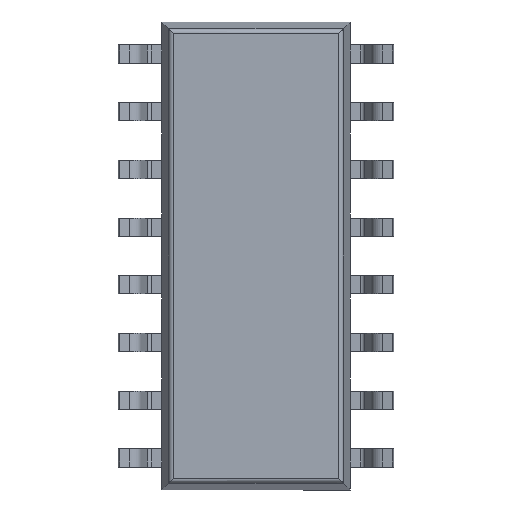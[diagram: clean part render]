
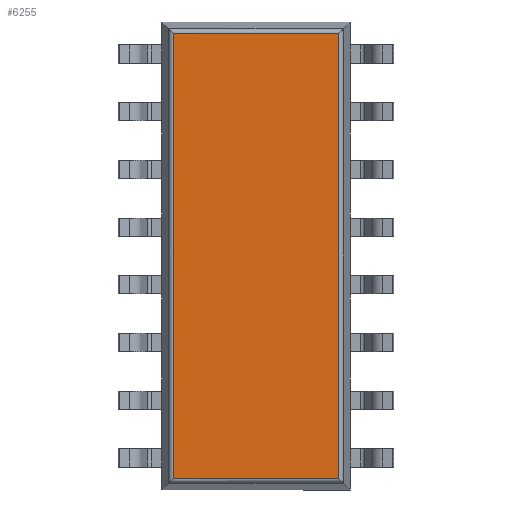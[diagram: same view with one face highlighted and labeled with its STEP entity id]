
A CAD part, front view. The second image highlights one B-rep face of the part: STEP entity #6255.
In plain terms, the highlighted planar face has unit normal (0, -1, 0).
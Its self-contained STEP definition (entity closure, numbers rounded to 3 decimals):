
#621 = CARTESIAN_POINT ( 'NONE',  ( -1.824, 0.15, -4.899 ) ) ;
#632 = CARTESIAN_POINT ( 'NONE',  ( 1.824, 0.15, 4.899 ) ) ;
#646 = CARTESIAN_POINT ( 'NONE',  ( -1.824, 0.15, 4.899 ) ) ;
#1047 = EDGE_LOOP ( 'NONE', ( #6819, #6817, #6818, #6816 ) ) ;
#1283 = VERTEX_POINT ( 'NONE', #621 ) ;
#1294 = VERTEX_POINT ( 'NONE', #632 ) ;
#1308 = VERTEX_POINT ( 'NONE', #646 ) ;
#1327 = VERTEX_POINT ( 'NONE', #9511 ) ;
#1626 = FACE_OUTER_BOUND ( 'NONE', #1047, .T. ) ;
#3724 = LINE ( 'NONE', #4344, #8156 ) ;
#3725 = LINE ( 'NONE', #4346, #8157 ) ;
#3726 = LINE ( 'NONE', #4348, #8158 ) ;
#3727 = LINE ( 'NONE', #4350, #8159 ) ;
#4085 = PLANE ( 'NONE',  #7916 ) ;
#4086 = CARTESIAN_POINT ( 'NONE',  ( -2.075, 0.15, -5.15 ) ) ;
#4088 = DIRECTION ( 'NONE',  ( 0., -1., 0. ) ) ;
#4090 = DIRECTION ( 'NONE',  ( 0., 0., -1. ) ) ;
#4344 = CARTESIAN_POINT ( 'NONE',  ( -2.075, 0.15, -4.899 ) ) ;
#4345 = DIRECTION ( 'NONE',  ( 1., 0., 0. ) ) ;
#4346 = CARTESIAN_POINT ( 'NONE',  ( -1.824, 0.15, -5.15 ) ) ;
#4347 = DIRECTION ( 'NONE',  ( 0., 0., -1. ) ) ;
#4348 = CARTESIAN_POINT ( 'NONE',  ( 1.824, 0.15, -5.15 ) ) ;
#4349 = DIRECTION ( 'NONE',  ( 0., 0., 1. ) ) ;
#4350 = CARTESIAN_POINT ( 'NONE',  ( -2.075, 0.15, 4.899 ) ) ;
#4351 = DIRECTION ( 'NONE',  ( -1., 0., 0. ) ) ;
#6038 = EDGE_CURVE ( 'NONE', #1283, #1327, #3724, .T. ) ;
#6039 = EDGE_CURVE ( 'NONE', #1308, #1283, #3725, .T. ) ;
#6040 = EDGE_CURVE ( 'NONE', #1327, #1294, #3726, .T. ) ;
#6041 = EDGE_CURVE ( 'NONE', #1294, #1308, #3727, .T. ) ;
#6255 = ADVANCED_FACE ( 'NONE', ( #1626 ), #4085, .T. ) ;
#6816 = ORIENTED_EDGE ( 'NONE', *, *, #6041, .T. ) ;
#6817 = ORIENTED_EDGE ( 'NONE', *, *, #6038, .T. ) ;
#6818 = ORIENTED_EDGE ( 'NONE', *, *, #6040, .T. ) ;
#6819 = ORIENTED_EDGE ( 'NONE', *, *, #6039, .T. ) ;
#7916 = AXIS2_PLACEMENT_3D ( 'NONE', #4086, #4088, #4090 ) ;
#8156 = VECTOR ( 'NONE', #4345, 1000. ) ;
#8157 = VECTOR ( 'NONE', #4347, 1000. ) ;
#8158 = VECTOR ( 'NONE', #4349, 1000. ) ;
#8159 = VECTOR ( 'NONE', #4351, 1000. ) ;
#9511 = CARTESIAN_POINT ( 'NONE',  ( 1.824, 0.15, -4.899 ) ) ;
